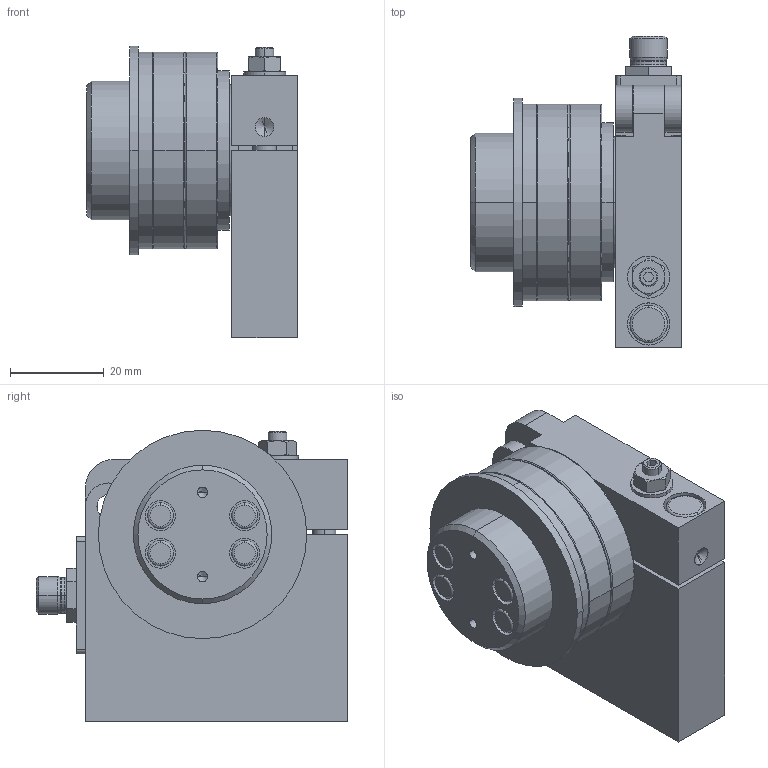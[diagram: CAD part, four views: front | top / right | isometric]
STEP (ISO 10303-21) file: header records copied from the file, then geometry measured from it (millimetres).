
FILE_DESCRIPTION((''),'2;1');
FILE_NAME('R1609051_Standard.stp','2019-02-08T09:34:42',(''),(''),'Mechanical Desktop 2009','Mechanical Desktop 2009',', , ');
FILE_SCHEMA(('CONFIG_CONTROL_DESIGN'));
Length unit declared in the file: millimetre
Products named in the file (33): R1609051_STANDARD; R1609053A; R1609053; R1609054A; R1609054; R1609052; R1609052A; SENKSCHRAUBE_I-6KT_M3X6A; SENKSCHRAUBE_I-6KT_M3X6; MINIATUR_RUNDSTECKER_RSMF_4; MINIATUR_RUNDSTECKER_RSMF_4A; I-6KT_GEWINDESTIFT_M4X20_ZAPFENA; I-6KT_GEWINDESTIFT_M4X20_ZAPFEN; U-SCHEIBE_M4; U-SCHEIBE_M4A; 6KT-MUTTER_M4; 6KT-MUTTER_M4A; I-6KT_SCHRAUBE_M5X16A; I-6KT_SCHRAUBE_M5X16; R1705156; R1608303; R1608303A; I-6KT_SCHRAUBE_M3X10A; I-6KT_SCHRAUBE_M3X10; RILLENKUGELLAGER_61806T; RILLENKUGELLAGER_61806TA; R1708312A; R1708312; SICHERUNGSRINGV_A30; SICHERUNGSRINGV_A30A; SICHERUNGSRING_J42A; SICHERUNGSRING_J42; RM_SDB
Assembly tree (39 placements, depth 3):
  R1609051_STANDARD
    R1609053A
      R1609053
    R1609054A
      R1609054
    R1609052
      R1609052A
    SENKSCHRAUBE_I-6KT_M3X6A  x2
      SENKSCHRAUBE_I-6KT_M3X6
    MINIATUR_RUNDSTECKER_RSMF_4
      MINIATUR_RUNDSTECKER_RSMF_4A
    I-6KT_GEWINDESTIFT_M4X20_ZAPFENA
      I-6KT_GEWINDESTIFT_M4X20_ZAPFEN
    U-SCHEIBE_M4
      U-SCHEIBE_M4A
    6KT-MUTTER_M4
      6KT-MUTTER_M4A
    I-6KT_SCHRAUBE_M5X16A
      I-6KT_SCHRAUBE_M5X16
    R1705156
    R1608303
      R1608303A
    I-6KT_SCHRAUBE_M3X10A  x4
      I-6KT_SCHRAUBE_M3X10
    RILLENKUGELLAGER_61806T  x2
      RILLENKUGELLAGER_61806TA
    R1708312A
      R1708312
    SICHERUNGSRINGV_A30
      SICHERUNGSRINGV_A30A
    SICHERUNGSRING_J42A
      SICHERUNGSRING_J42
    RM_SDB  x3
Bounding box: 45 x 66.5 x 62.25 mm (x, y, z)
Volume: 70725.4 mm3; surface area: 40279.7 mm2
Topology: 21 solids, 21 shells, 470 faces, 1098 edges, 690 vertices
Faces by surface type: cylinder 198, plane 153, cone 81, torus 28, bspline 10
Entity records: 12727 total; most frequent: CARTESIAN_POINT 2579, DIRECTION 2232, ORIENTED_EDGE 1862, EDGE_CURVE 931, AXIS2_PLACEMENT_3D 898, VERTEX_POINT 595, EDGE_LOOP 490, CIRCLE 462
